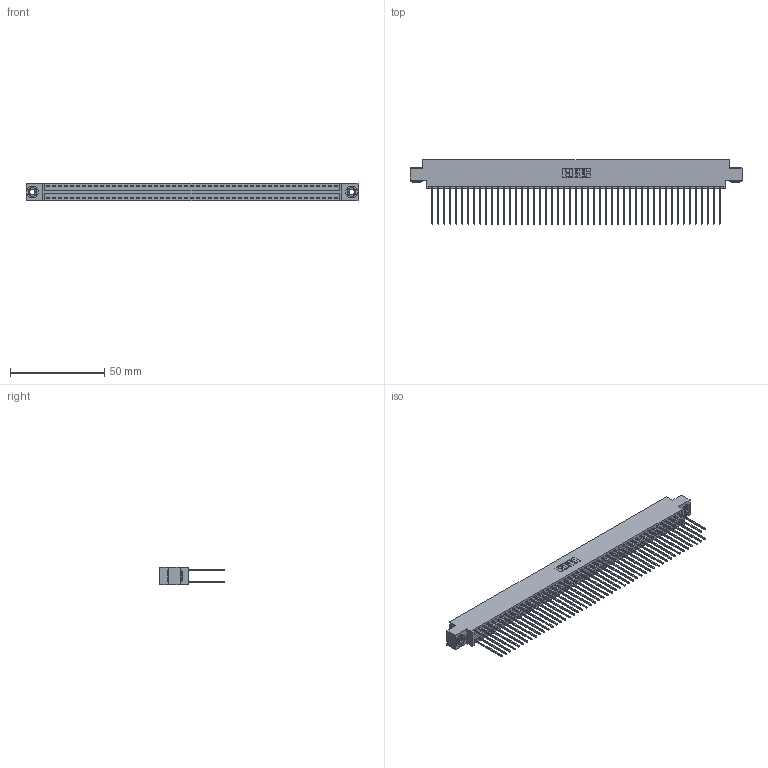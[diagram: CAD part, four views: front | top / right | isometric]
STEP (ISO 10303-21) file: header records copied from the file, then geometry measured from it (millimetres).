
FILE_DESCRIPTION (( 'STEP AP203' ), '1' );
FILE_NAME ('346-098-541-803.STEP', '2022-05-26T18:36:01', ( '' ), ( '' ), 'SwSTEP 2.0', 'SolidWorks 2020', '' );
FILE_SCHEMA (( 'CONFIG_CONTROL_DESIGN' ));
Length unit declared in the file: inch
Products named in the file (4): 346 Part_0.170 Offset - 0.156 Dia-TH; 345-292-001_345-293-141; 346-098-541-803; 345-250-002_345-250-002-102
Assembly tree (101 placements, depth 2):
  346-098-541-803
    346 Part_0.170 Offset - 0.156 Dia-TH
    345-292-001_345-293-141  x98
    345-250-002_345-250-002-102  x2
Bounding box: 176.15 x 34.29 x 9.4 mm (x, y, z)
Volume: 17640 mm3; surface area: 27482.1 mm2
Topology: 101 solids, 101 shells, 5274 faces, 15643 edges, 10294 vertices
Faces by surface type: plane 3534, cylinder 1732, cone 8
Entity records: 32252 total; most frequent: CARTESIAN_POINT 5289, ORIENTED_EDGE 5214, DIRECTION 4741, EDGE_CURVE 2607, LINE 2255, VECTOR 2255, VERTEX_POINT 1734, AXIS2_PLACEMENT_3D 1243
